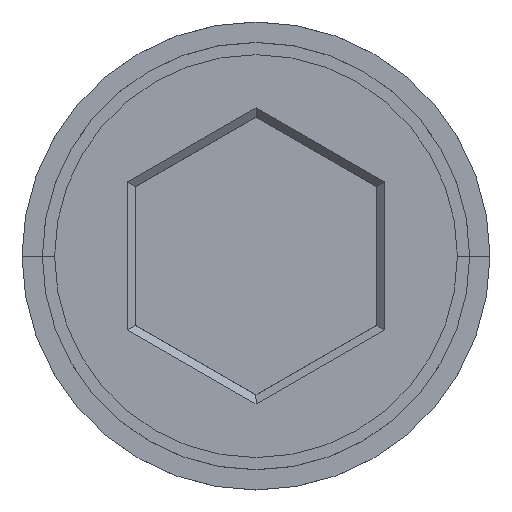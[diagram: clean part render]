
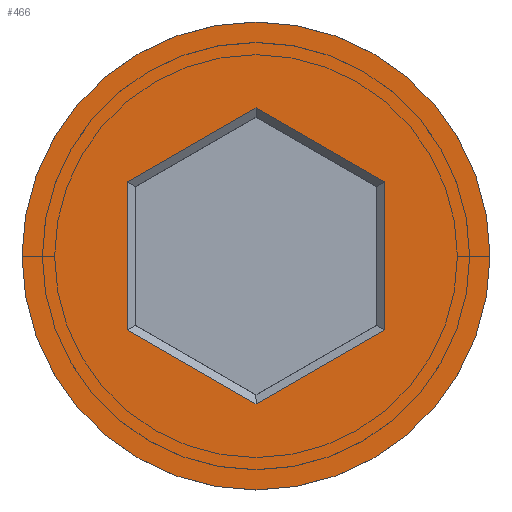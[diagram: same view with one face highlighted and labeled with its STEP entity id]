
A CAD part, top view. The second image highlights one B-rep face of the part: STEP entity #466.
In plain terms, the highlighted planar face has unit normal (0, 0, 1).
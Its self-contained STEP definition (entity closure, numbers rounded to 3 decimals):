
#2 = CARTESIAN_POINT ( 'NONE',  ( 5.75, 0., 0. ) ) ;
#10 = ORIENTED_EDGE ( 'NONE', *, *, #953, .T. ) ;
#14 = EDGE_CURVE ( 'NONE', #1388, #223, #955, .T. ) ;
#15 = LINE ( 'NONE', #451, #47 ) ;
#25 = CARTESIAN_POINT ( 'NONE',  ( 0., 0., 0. ) ) ;
#42 = VECTOR ( 'NONE', #459, 1000. ) ;
#47 = VECTOR ( 'NONE', #684, 1000. ) ;
#68 = VERTEX_POINT ( 'NONE', #903 ) ;
#72 = ORIENTED_EDGE ( 'NONE', *, *, #790, .T. ) ;
#94 = EDGE_CURVE ( 'NONE', #962, #1364, #123, .T. ) ;
#101 = EDGE_CURVE ( 'NONE', #1206, #359, #888, .T. ) ;
#104 = ORIENTED_EDGE ( 'NONE', *, *, #101, .T. ) ;
#120 = CARTESIAN_POINT ( 'NONE',  ( -3.15, -1.819, 0. ) ) ;
#123 = LINE ( 'NONE', #1008, #42 ) ;
#180 = ORIENTED_EDGE ( 'NONE', *, *, #601, .T. ) ;
#223 = VERTEX_POINT ( 'NONE', #560 ) ;
#254 = VECTOR ( 'NONE', #504, 1000. ) ;
#271 = EDGE_LOOP ( 'NONE', ( #104, #1265 ) ) ;
#314 = CARTESIAN_POINT ( 'NONE',  ( -3.05, -1.876, 0. ) ) ;
#332 = CARTESIAN_POINT ( 'NONE',  ( 0., 0., 0. ) ) ;
#352 = FACE_BOUND ( 'NONE', #1109, .T. ) ;
#359 = VERTEX_POINT ( 'NONE', #1429 ) ;
#367 = CARTESIAN_POINT ( 'NONE',  ( -0.1, 3.58, 0. ) ) ;
#409 = ORIENTED_EDGE ( 'NONE', *, *, #1379, .T. ) ;
#449 = PLANE ( 'NONE',  #1033 ) ;
#451 = CARTESIAN_POINT ( 'NONE',  ( 3.15, -1.703, 0. ) ) ;
#456 = DIRECTION ( 'NONE',  ( 0., 0., 1. ) ) ;
#459 = DIRECTION ( 'NONE',  ( -0.866, -0.5, 0. ) ) ;
#466 = ADVANCED_FACE ( 'NONE', ( #352, #986 ), #449, .T. ) ;
#504 = DIRECTION ( 'NONE',  ( 0.866, 0.5, 0. ) ) ;
#560 = CARTESIAN_POINT ( 'NONE',  ( 3.15, 1.819, 0. ) ) ;
#563 = DIRECTION ( 'NONE',  ( 1., 0., 0. ) ) ;
#568 = DIRECTION ( 'NONE',  ( 0., 0., 1. ) ) ;
#601 = EDGE_CURVE ( 'NONE', #68, #1388, #1042, .T. ) ;
#665 = CARTESIAN_POINT ( 'NONE',  ( 0., 0., 0. ) ) ;
#684 = DIRECTION ( 'NONE',  ( 0., -1., 0. ) ) ;
#700 = AXIS2_PLACEMENT_3D ( 'NONE', #332, #568, #801 ) ;
#737 = DIRECTION ( 'NONE',  ( 0.866, -0.5, 0. ) ) ;
#764 = DIRECTION ( 'NONE',  ( -0.866, 0.5, 0. ) ) ;
#789 = ORIENTED_EDGE ( 'NONE', *, *, #14, .T. ) ;
#790 = EDGE_CURVE ( 'NONE', #1364, #1313, #1317, .T. ) ;
#792 = CARTESIAN_POINT ( 'NONE',  ( -3.15, 1.703, 0. ) ) ;
#801 = DIRECTION ( 'NONE',  ( 1., 0., 0. ) ) ;
#856 = ORIENTED_EDGE ( 'NONE', *, *, #94, .T. ) ;
#857 = CARTESIAN_POINT ( 'NONE',  ( 3.05, 1.876, 0. ) ) ;
#861 = AXIS2_PLACEMENT_3D ( 'NONE', #25, #456, #1348 ) ;
#888 = CIRCLE ( 'NONE', #700, 5.75 ) ;
#903 = CARTESIAN_POINT ( 'NONE',  ( -3.15, 1.819, 0. ) ) ;
#906 = VECTOR ( 'NONE', #1100, 1000. ) ;
#923 = CIRCLE ( 'NONE', #861, 5.75 ) ;
#953 = EDGE_CURVE ( 'NONE', #1313, #68, #1229, .T. ) ;
#955 = LINE ( 'NONE', #857, #1091 ) ;
#962 = VERTEX_POINT ( 'NONE', #1222 ) ;
#986 = FACE_OUTER_BOUND ( 'NONE', #271, .T. ) ;
#994 = DIRECTION ( 'NONE',  ( 0., 0., 1. ) ) ;
#1004 = CARTESIAN_POINT ( 'NONE',  ( 0., 3.637, 0. ) ) ;
#1008 = CARTESIAN_POINT ( 'NONE',  ( 0.1, -3.58, 0. ) ) ;
#1020 = CARTESIAN_POINT ( 'NONE',  ( 0., -3.637, 0. ) ) ;
#1033 = AXIS2_PLACEMENT_3D ( 'NONE', #665, #994, #563 ) ;
#1042 = LINE ( 'NONE', #367, #254 ) ;
#1091 = VECTOR ( 'NONE', #737, 1000. ) ;
#1100 = DIRECTION ( 'NONE',  ( 0., 1., 0. ) ) ;
#1109 = EDGE_LOOP ( 'NONE', ( #72, #10, #180, #789, #409, #856 ) ) ;
#1135 = VECTOR ( 'NONE', #764, 1000. ) ;
#1206 = VERTEX_POINT ( 'NONE', #2 ) ;
#1222 = CARTESIAN_POINT ( 'NONE',  ( 3.15, -1.819, 0. ) ) ;
#1229 = LINE ( 'NONE', #792, #906 ) ;
#1265 = ORIENTED_EDGE ( 'NONE', *, *, #1402, .T. ) ;
#1313 = VERTEX_POINT ( 'NONE', #120 ) ;
#1317 = LINE ( 'NONE', #314, #1135 ) ;
#1348 = DIRECTION ( 'NONE',  ( 1., 0., 0. ) ) ;
#1364 = VERTEX_POINT ( 'NONE', #1020 ) ;
#1379 = EDGE_CURVE ( 'NONE', #223, #962, #15, .T. ) ;
#1388 = VERTEX_POINT ( 'NONE', #1004 ) ;
#1402 = EDGE_CURVE ( 'NONE', #359, #1206, #923, .T. ) ;
#1429 = CARTESIAN_POINT ( 'NONE',  ( -5.75, 0., 0. ) ) ;
